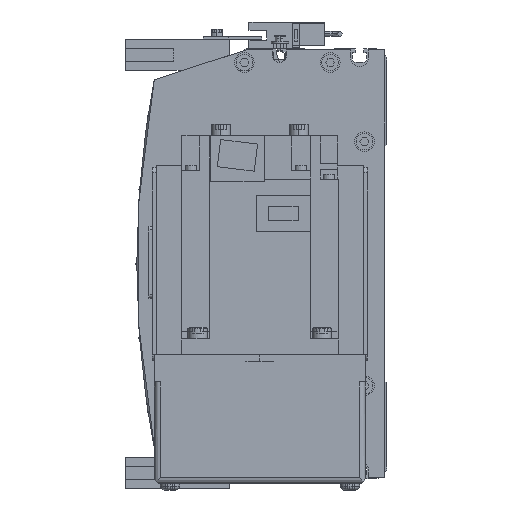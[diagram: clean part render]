
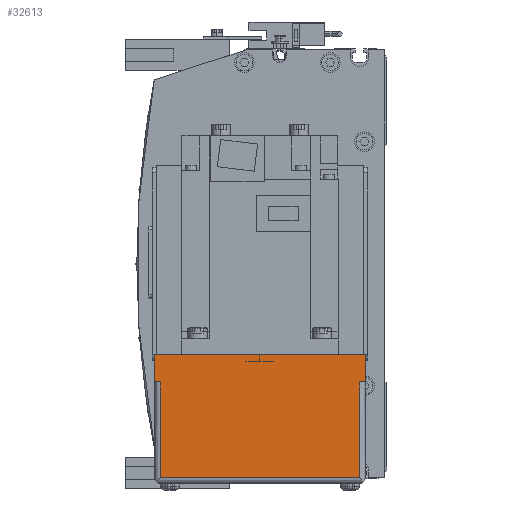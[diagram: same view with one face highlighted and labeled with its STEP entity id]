
A CAD part, left-side view. The second image highlights one B-rep face of the part: STEP entity #32613.
In plain terms, the highlighted planar face has unit normal (-1, 0, 0).
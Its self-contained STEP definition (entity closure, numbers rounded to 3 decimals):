
#538 = PLANE ( 'NONE',  #26846 ) ;
#943 = LINE ( 'NONE', #4481, #15898 ) ;
#1131 = CARTESIAN_POINT ( 'NONE',  ( -216.5, 11., -60.5 ) ) ;
#1782 = CARTESIAN_POINT ( 'NONE',  ( -216.5, 150., -109.5 ) ) ;
#2344 = DIRECTION ( 'NONE',  ( 0., -1., 0. ) ) ;
#2709 = VECTOR ( 'NONE', #20576, 1000. ) ;
#2923 = LINE ( 'NONE', #10896, #35143 ) ;
#3871 = VERTEX_POINT ( 'NONE', #5868 ) ;
#4301 = FACE_OUTER_BOUND ( 'NONE', #41617, .T. ) ;
#4481 = CARTESIAN_POINT ( 'NONE',  ( -216.5, 119., -46.5 ) ) ;
#5193 = VERTEX_POINT ( 'NONE', #9861 ) ;
#5868 = CARTESIAN_POINT ( 'NONE',  ( -216.5, 116., -109.5 ) ) ;
#6504 = ORIENTED_EDGE ( 'NONE', *, *, #46141, .T. ) ;
#8067 = CARTESIAN_POINT ( 'NONE',  ( -216.5, 119., -60.5 ) ) ;
#9688 = EDGE_CURVE ( 'NONE', #5193, #27608, #30878, .T. ) ;
#9861 = CARTESIAN_POINT ( 'NONE',  ( -216.5, 14., -60.5 ) ) ;
#10227 = EDGE_CURVE ( 'NONE', #27608, #32913, #2923, .T. ) ;
#10424 = CARTESIAN_POINT ( 'NONE',  ( -216.5, 119., -60.5 ) ) ;
#10896 = CARTESIAN_POINT ( 'NONE',  ( -216.5, 11., -60.5 ) ) ;
#12543 = EDGE_CURVE ( 'NONE', #44497, #32913, #943, .T. ) ;
#14049 = ORIENTED_EDGE ( 'NONE', *, *, #12543, .F. ) ;
#14344 = CARTESIAN_POINT ( 'NONE',  ( -216.5, 119., -46.5 ) ) ;
#15279 = CARTESIAN_POINT ( 'NONE',  ( -216.5, 119., -60.5 ) ) ;
#15461 = ORIENTED_EDGE ( 'NONE', *, *, #10227, .T. ) ;
#15792 = EDGE_CURVE ( 'NONE', #20113, #26510, #19579, .T. ) ;
#15898 = VECTOR ( 'NONE', #18816, 1000. ) ;
#17692 = DIRECTION ( 'NONE',  ( -1., 0., 0. ) ) ;
#18113 = EDGE_CURVE ( 'NONE', #3871, #26510, #28873, .T. ) ;
#18430 = VECTOR ( 'NONE', #43285, 1000. ) ;
#18816 = DIRECTION ( 'NONE',  ( 0., -1., 0. ) ) ;
#19077 = CARTESIAN_POINT ( 'NONE',  ( -216.5, 14., -109.5 ) ) ;
#19227 = VECTOR ( 'NONE', #2344, 1000. ) ;
#19579 = LINE ( 'NONE', #8067, #43560 ) ;
#19884 = DIRECTION ( 'NONE',  ( 0., -1., 0. ) ) ;
#20113 = VERTEX_POINT ( 'NONE', #15279 ) ;
#20576 = DIRECTION ( 'NONE',  ( 0., 0., 1. ) ) ;
#21104 = DIRECTION ( 'NONE',  ( 0., 0., 1. ) ) ;
#21324 = CARTESIAN_POINT ( 'NONE',  ( -216.5, 116., -112.5 ) ) ;
#21832 = CARTESIAN_POINT ( 'NONE',  ( -216.5, 116., -60.5 ) ) ;
#22427 = DIRECTION ( 'NONE',  ( 0., -1., 0. ) ) ;
#26510 = VERTEX_POINT ( 'NONE', #21832 ) ;
#26621 = CARTESIAN_POINT ( 'NONE',  ( -216.5, 119., -60.5 ) ) ;
#26846 = AXIS2_PLACEMENT_3D ( 'NONE', #10424, #17692, #32119 ) ;
#27608 = VERTEX_POINT ( 'NONE', #1131 ) ;
#28177 = LINE ( 'NONE', #42589, #42530 ) ;
#28873 = LINE ( 'NONE', #21324, #18430 ) ;
#29383 = VECTOR ( 'NONE', #19884, 1000. ) ;
#30878 = LINE ( 'NONE', #26621, #19227 ) ;
#32119 = DIRECTION ( 'NONE',  ( 0., 0., 1. ) ) ;
#32613 = ADVANCED_FACE ( 'NONE', ( #4301 ), #538, .T. ) ;
#32913 = VERTEX_POINT ( 'NONE', #39615 ) ;
#34558 = LINE ( 'NONE', #38568, #2709 ) ;
#34987 = LINE ( 'NONE', #1782, #29383 ) ;
#35143 = VECTOR ( 'NONE', #38757, 1000. ) ;
#35164 = VERTEX_POINT ( 'NONE', #19077 ) ;
#35418 = ORIENTED_EDGE ( 'NONE', *, *, #18113, .F. ) ;
#35642 = EDGE_CURVE ( 'NONE', #3871, #35164, #34987, .T. ) ;
#36182 = ORIENTED_EDGE ( 'NONE', *, *, #43454, .F. ) ;
#38327 = ORIENTED_EDGE ( 'NONE', *, *, #35642, .T. ) ;
#38568 = CARTESIAN_POINT ( 'NONE',  ( -216.5, 14., -112.5 ) ) ;
#38757 = DIRECTION ( 'NONE',  ( 0., 0., 1. ) ) ;
#39612 = ORIENTED_EDGE ( 'NONE', *, *, #9688, .T. ) ;
#39615 = CARTESIAN_POINT ( 'NONE',  ( -216.5, 11., -46.5 ) ) ;
#41617 = EDGE_LOOP ( 'NONE', ( #38327, #6504, #39612, #15461, #14049, #36182, #44519, #35418 ) ) ;
#42530 = VECTOR ( 'NONE', #21104, 1000. ) ;
#42589 = CARTESIAN_POINT ( 'NONE',  ( -216.5, 119., -60.5 ) ) ;
#43285 = DIRECTION ( 'NONE',  ( 0., 0., 1. ) ) ;
#43454 = EDGE_CURVE ( 'NONE', #20113, #44497, #28177, .T. ) ;
#43560 = VECTOR ( 'NONE', #22427, 1000. ) ;
#44497 = VERTEX_POINT ( 'NONE', #14344 ) ;
#44519 = ORIENTED_EDGE ( 'NONE', *, *, #15792, .T. ) ;
#46141 = EDGE_CURVE ( 'NONE', #35164, #5193, #34558, .T. ) ;
